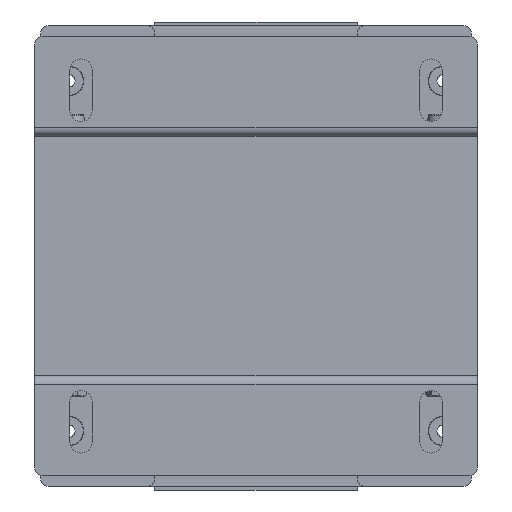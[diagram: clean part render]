
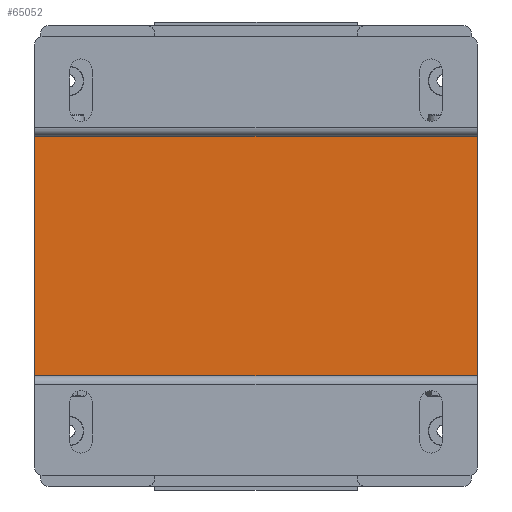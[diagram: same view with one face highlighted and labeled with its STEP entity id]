
A CAD part, front view. The second image highlights one B-rep face of the part: STEP entity #65052.
In plain terms, the highlighted planar face has unit normal (0, -1, 0).
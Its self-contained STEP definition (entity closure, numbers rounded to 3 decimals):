
#6542 = LINE ( 'NONE', #118202, #89714 ) ;
#7706 = EDGE_CURVE ( 'NONE', #103331, #112367, #57542, .T. ) ;
#9204 = AXIS2_PLACEMENT_3D ( 'NONE', #39865, #87419, #28218 ) ;
#9751 = EDGE_CURVE ( 'NONE', #51294, #17619, #6542, .T. ) ;
#10832 = CARTESIAN_POINT ( 'NONE',  ( -249.79, -42.814, 127.882 ) ) ;
#11341 = EDGE_CURVE ( 'NONE', #112367, #17619, #63561, .T. ) ;
#17619 = VERTEX_POINT ( 'NONE', #92526 ) ;
#20887 = DIRECTION ( 'NONE',  ( 0., 0., -1. ) ) ;
#28218 = DIRECTION ( 'NONE',  ( -1., 0., 0. ) ) ;
#34517 = EDGE_LOOP ( 'NONE', ( #147042, #99752, #146801, #105382 ) ) ;
#39865 = CARTESIAN_POINT ( 'NONE',  ( -129.79, -42.814, 127.882 ) ) ;
#40161 = DIRECTION ( 'NONE',  ( 0., 0., -1. ) ) ;
#40633 = FACE_OUTER_BOUND ( 'NONE', #34517, .T. ) ;
#41414 = VECTOR ( 'NONE', #20887, 1000. ) ;
#44467 = CARTESIAN_POINT ( 'NONE',  ( -129.79, -42.814, 127.882 ) ) ;
#46553 = CARTESIAN_POINT ( 'NONE',  ( -129.79, -42.814, 127.882 ) ) ;
#51294 = VERTEX_POINT ( 'NONE', #83883 ) ;
#56372 = EDGE_CURVE ( 'NONE', #103331, #51294, #116952, .T. ) ;
#57542 = LINE ( 'NONE', #46553, #106842 ) ;
#63561 = LINE ( 'NONE', #134759, #67973 ) ;
#65052 = ADVANCED_FACE ( 'NONE', ( #40633 ), #132876, .F. ) ;
#67973 = VECTOR ( 'NONE', #40161, 1000. ) ;
#79348 = DIRECTION ( 'NONE',  ( 1., 0., 0. ) ) ;
#83883 = CARTESIAN_POINT ( 'NONE',  ( -249.79, -42.814, 62.882 ) ) ;
#87419 = DIRECTION ( 'NONE',  ( 0., 1., 0. ) ) ;
#89714 = VECTOR ( 'NONE', #138530, 1000. ) ;
#92526 = CARTESIAN_POINT ( 'NONE',  ( -129.79, -42.814, 62.882 ) ) ;
#99752 = ORIENTED_EDGE ( 'NONE', *, *, #11341, .F. ) ;
#103331 = VERTEX_POINT ( 'NONE', #10832 ) ;
#105144 = CARTESIAN_POINT ( 'NONE',  ( -249.79, -42.814, 127.882 ) ) ;
#105382 = ORIENTED_EDGE ( 'NONE', *, *, #56372, .T. ) ;
#106842 = VECTOR ( 'NONE', #79348, 1000. ) ;
#112367 = VERTEX_POINT ( 'NONE', #44467 ) ;
#116952 = LINE ( 'NONE', #105144, #41414 ) ;
#118202 = CARTESIAN_POINT ( 'NONE',  ( -129.79, -42.814, 62.882 ) ) ;
#132876 = PLANE ( 'NONE',  #9204 ) ;
#134759 = CARTESIAN_POINT ( 'NONE',  ( -129.79, -42.814, 127.882 ) ) ;
#138530 = DIRECTION ( 'NONE',  ( 1., 0., 0. ) ) ;
#146801 = ORIENTED_EDGE ( 'NONE', *, *, #7706, .F. ) ;
#147042 = ORIENTED_EDGE ( 'NONE', *, *, #9751, .T. ) ;
